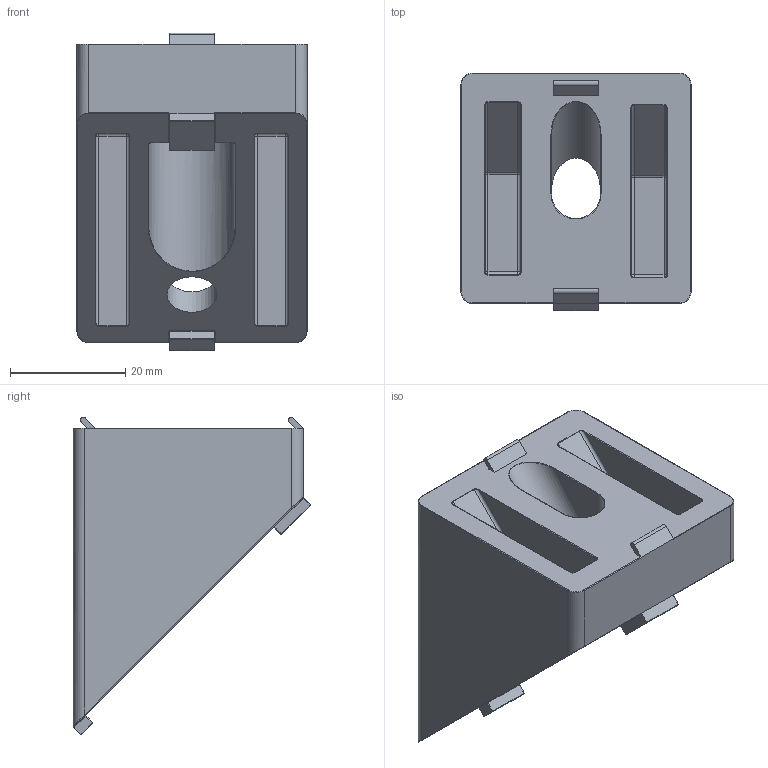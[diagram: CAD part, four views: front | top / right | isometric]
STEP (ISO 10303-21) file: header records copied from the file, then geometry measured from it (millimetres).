
FILE_DESCRIPTION((''),'2;1');
FILE_NAME('AR3094.stp','2016-10-18T11:50:04',('Envy'),(''),'Autodesk Inventor 2013','Autodesk Inventor 2013','');
FILE_SCHEMA(('AUTOMOTIVE_DESIGN { 1 0 10303 214 1 1 1 1 }'));
Length unit declared in the file: millimetre
Products named in the file (1): AR3094
Bounding box: 40 x 41.3 x 55.21 mm (x, y, z)
Volume: 33638.2 mm3; surface area: 14097.7 mm2
Topology: 1 solids, 1 shells, 221 faces, 491 edges, 278 vertices
Faces by surface type: cylinder 102, plane 52, bspline 26, sphere 22, torus 19
Full cylindrical faces by diameter (mm): 8.7 x1
Entity records: 6860 total; most frequent: CARTESIAN_POINT 1893, DIRECTION 1115, ORIENTED_EDGE 980, EDGE_CURVE 490, AXIS2_PLACEMENT_3D 444, VERTEX_POINT 278, EDGE_LOOP 232, VECTOR 227
